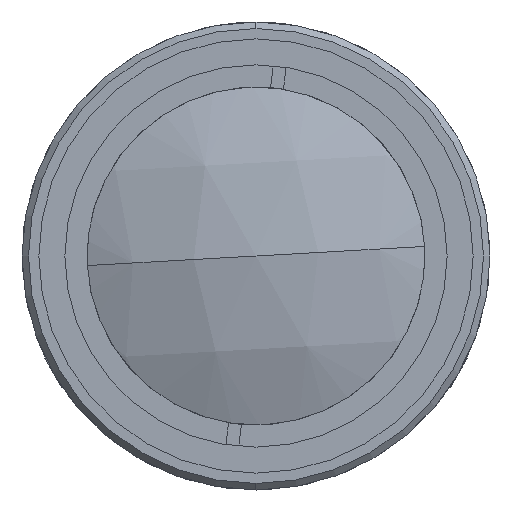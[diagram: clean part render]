
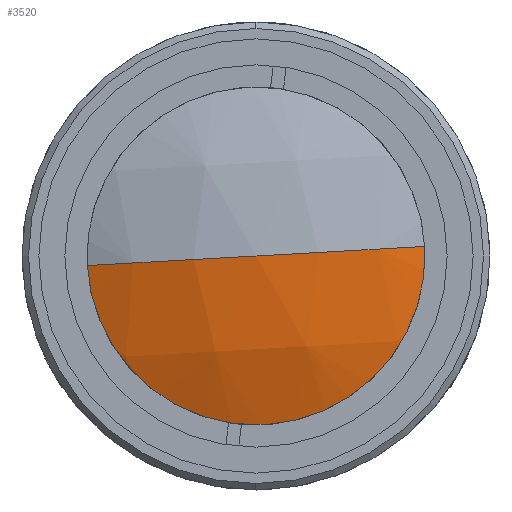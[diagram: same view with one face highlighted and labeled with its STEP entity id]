
A CAD part, left-side view. The second image highlights one B-rep face of the part: STEP entity #3520.
In plain terms, the highlighted spherical face has radius 34.13 mm.
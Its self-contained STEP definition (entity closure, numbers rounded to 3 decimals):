
#56 = AXIS2_PLACEMENT_3D ( 'NONE', #4421, #2763, #1197 ) ;
#271 = ORIENTED_EDGE ( 'NONE', *, *, #2348, .F. ) ;
#372 = AXIS2_PLACEMENT_3D ( 'NONE', #3748, #514, #4563 ) ;
#514 = DIRECTION ( 'NONE',  ( 0., -0.057, -0.998 ) ) ;
#912 = CARTESIAN_POINT ( 'NONE',  ( 42.13, 0., 0. ) ) ;
#1043 = AXIS2_PLACEMENT_3D ( 'NONE', #4594, #1405, #2099 ) ;
#1197 = DIRECTION ( 'NONE',  ( 0., -0.998, 0.057 ) ) ;
#1278 = DIRECTION ( 'NONE',  ( 0., 0.998, -0.057 ) ) ;
#1296 = CARTESIAN_POINT ( 'NONE',  ( 8., 0., 0. ) ) ;
#1405 = DIRECTION ( 'NONE',  ( -1., 0., 0. ) ) ;
#1627 = CARTESIAN_POINT ( 'NONE',  ( 11.003, -13.977, 0.794 ) ) ;
#1939 = VERTEX_POINT ( 'NONE', #1627 ) ;
#2099 = DIRECTION ( 'NONE',  ( 0., 0.057, 0.998 ) ) ;
#2284 = DIRECTION ( 'NONE',  ( 0., -0.057, -0.998 ) ) ;
#2318 = SPHERICAL_SURFACE ( 'NONE', #372, 34.13 ) ;
#2348 = EDGE_CURVE ( 'NONE', #3588, #2999, #4135, .T. ) ;
#2434 = CIRCLE ( 'NONE', #3702, 34.13 ) ;
#2691 = FACE_OUTER_BOUND ( 'NONE', #3729, .T. ) ;
#2763 = DIRECTION ( 'NONE',  ( 0., 0.057, 0.998 ) ) ;
#2999 = VERTEX_POINT ( 'NONE', #1296 ) ;
#3108 = CIRCLE ( 'NONE', #1043, 14. ) ;
#3176 = EDGE_CURVE ( 'NONE', #3588, #1939, #3108, .T. ) ;
#3404 = ORIENTED_EDGE ( 'NONE', *, *, #3176, .T. ) ;
#3520 = ADVANCED_FACE ( 'NONE', ( #2691 ), #2318, .T. ) ;
#3588 = VERTEX_POINT ( 'NONE', #4307 ) ;
#3702 = AXIS2_PLACEMENT_3D ( 'NONE', #912, #2284, #1278 ) ;
#3729 = EDGE_LOOP ( 'NONE', ( #3404, #4669, #271 ) ) ;
#3748 = CARTESIAN_POINT ( 'NONE',  ( 42.13, 0., 0. ) ) ;
#4135 = CIRCLE ( 'NONE', #56, 34.13 ) ;
#4286 = EDGE_CURVE ( 'NONE', #1939, #2999, #2434, .T. ) ;
#4307 = CARTESIAN_POINT ( 'NONE',  ( 11.003, 13.977, -0.794 ) ) ;
#4421 = CARTESIAN_POINT ( 'NONE',  ( 42.13, 0., 0. ) ) ;
#4563 = DIRECTION ( 'NONE',  ( 0., 0.998, -0.057 ) ) ;
#4594 = CARTESIAN_POINT ( 'NONE',  ( 11.003, 0., 0. ) ) ;
#4669 = ORIENTED_EDGE ( 'NONE', *, *, #4286, .T. ) ;
